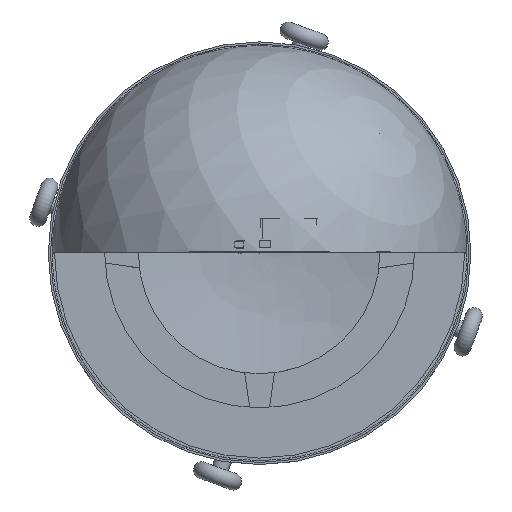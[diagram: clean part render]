
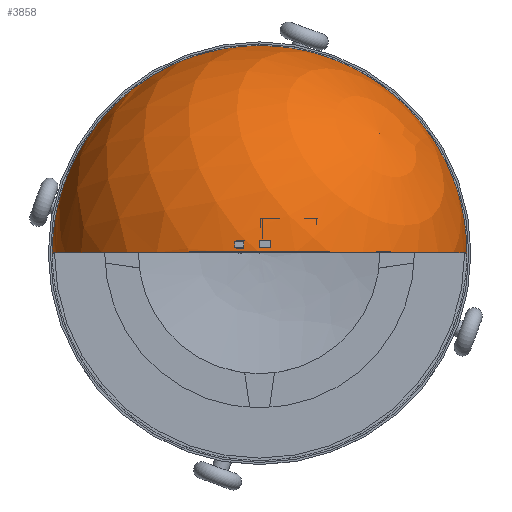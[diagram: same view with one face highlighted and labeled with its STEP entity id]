
A CAD part, top view. The second image highlights one B-rep face of the part: STEP entity #3858.
In plain terms, the highlighted spherical face has radius 247.5 mm.
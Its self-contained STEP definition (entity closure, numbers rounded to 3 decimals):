
#35=SPHERICAL_SURFACE('',#4311,247.5);
#381=FACE_OUTER_BOUND('',#650,.T.);
#650=EDGE_LOOP('',(#3270,#3271,#3272,#3273,#3274));
#1524=CIRCLE('',#4310,247.5);
#1525=CIRCLE('',#4312,247.482);
#1526=CIRCLE('',#4313,247.482);
#1527=CIRCLE('',#4314,247.5);
#1837=VERTEX_POINT('',#6558);
#1838=VERTEX_POINT('',#6560);
#1839=VERTEX_POINT('',#6564);
#1840=VERTEX_POINT('',#6567);
#2325=EDGE_CURVE('',#1837,#1838,#1524,.T.);
#2327=EDGE_CURVE('',#1838,#1839,#1525,.T.);
#2328=EDGE_CURVE('',#1839,#1837,#1526,.T.);
#2329=EDGE_CURVE('',#1840,#1839,#1527,.T.);
#3270=ORIENTED_EDGE('',*,*,#2327,.F.);
#3271=ORIENTED_EDGE('',*,*,#2325,.F.);
#3272=ORIENTED_EDGE('',*,*,#2328,.F.);
#3273=ORIENTED_EDGE('',*,*,#2329,.F.);
#3274=ORIENTED_EDGE('',*,*,#2329,.T.);
#3858=ADVANCED_FACE('',(#381),#35,.T.);
#4310=AXIS2_PLACEMENT_3D('',#6561,#5359,#5360);
#4311=AXIS2_PLACEMENT_3D('',#6563,#5362,#5363);
#4312=AXIS2_PLACEMENT_3D('',#6565,#5364,#5365);
#4313=AXIS2_PLACEMENT_3D('',#6566,#5366,#5367);
#4314=AXIS2_PLACEMENT_3D('',#6568,#5368,#5369);
#5359=DIRECTION('center_axis',(0.,-1.,0.));
#5360=DIRECTION('ref_axis',(1.,0.,0.));
#5362=DIRECTION('center_axis',(0.577,0.577,0.577));
#5363=DIRECTION('ref_axis',(-0.707,0.,0.707));
#5364=DIRECTION('center_axis',(0.,0.,-1.));
#5365=DIRECTION('ref_axis',(0.,1.,0.));
#5366=DIRECTION('center_axis',(0.,0.,-1.));
#5367=DIRECTION('ref_axis',(0.,1.,0.));
#5368=DIRECTION('center_axis',(-0.408,0.816,-0.408));
#5369=DIRECTION('ref_axis',(0.707,0.,-0.707));
#6558=CARTESIAN_POINT('',(447.482,250.,728.));
#6560=CARTESIAN_POINT('',(-47.482,250.,728.));
#6561=CARTESIAN_POINT('Origin',(200.,250.,725.));
#6563=CARTESIAN_POINT('Origin',(200.,250.,725.));
#6564=CARTESIAN_POINT('',(420.751,361.876,728.));
#6565=CARTESIAN_POINT('Origin',(200.,250.,728.));
#6566=CARTESIAN_POINT('Origin',(200.,250.,728.));
#6567=CARTESIAN_POINT('',(342.894,392.894,867.894));
#6568=CARTESIAN_POINT('Origin',(200.,250.,725.));
